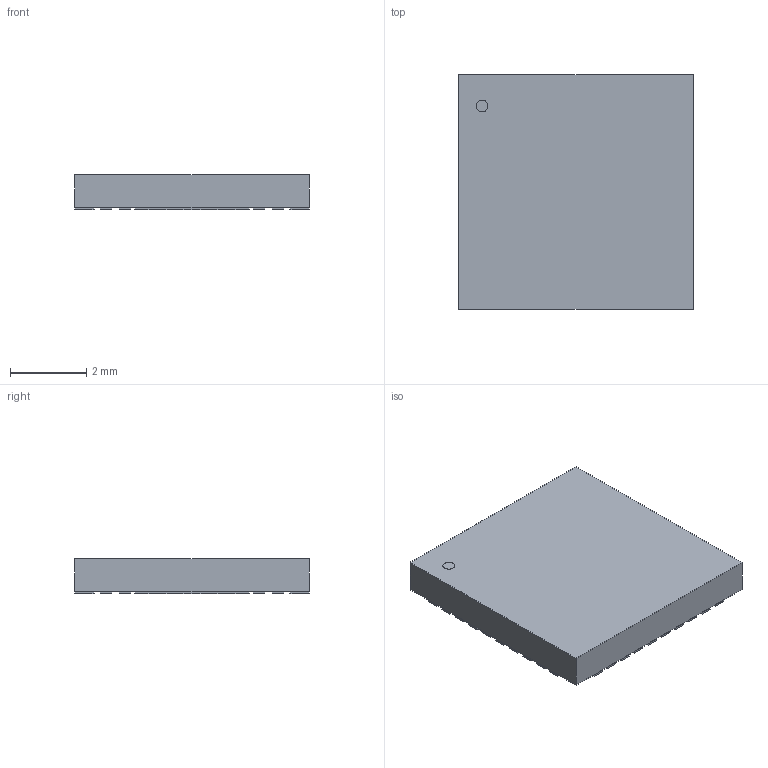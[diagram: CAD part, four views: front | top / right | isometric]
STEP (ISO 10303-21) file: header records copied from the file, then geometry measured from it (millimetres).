
FILE_DESCRIPTION(('STEP AP214'),'1');
FILE_NAME('RHA40_TEX-M','2020-07-12T20:24:04',(''),(''),'','','');
FILE_SCHEMA(('AUTOMOTIVE_DESIGN'));
Length unit declared in the file: millimetre
Products named in the file (1): product
Bounding box: 6.15 x 6.15 x 0.92 mm (x, y, z)
Volume: 33.4 mm3; surface area: 131.2 mm2
Topology: 43 solids, 43 shells, 255 faces, 507 edges, 338 vertices
Faces by surface type: plane 254, cylinder 1
Full cylindrical faces by diameter (mm): 0.307 x1
Entity records: 6160 total; most frequent: DIRECTION 1022, ORIENTED_EDGE 1012, CARTESIAN_POINT 597, EDGE_CURVE 506, LINE 504, VECTOR 504, VERTEX_POINT 338, AXIS2_PLACEMENT_3D 259
